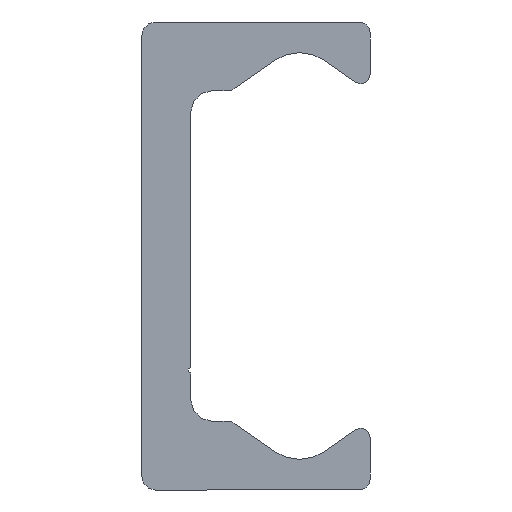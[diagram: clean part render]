
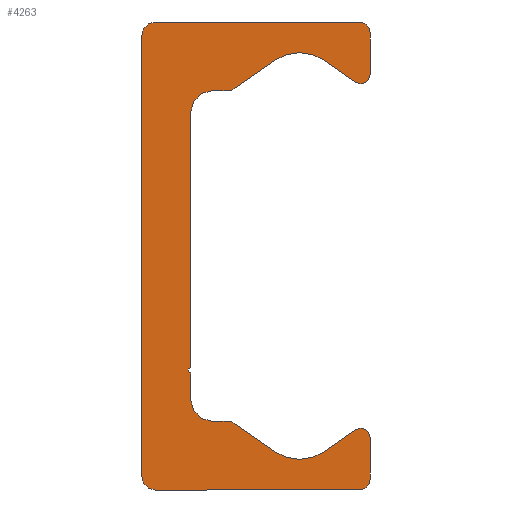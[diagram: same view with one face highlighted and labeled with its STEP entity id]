
A CAD part, left-side view. The second image highlights one B-rep face of the part: STEP entity #4263.
In plain terms, the highlighted planar face has unit normal (-1, 0, 0).
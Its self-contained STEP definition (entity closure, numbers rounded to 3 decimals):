
#3144=CARTESIAN_POINT('',(0.0,9.25,-21.5));
#3145=VERTEX_POINT('',#3144);
#3152=CARTESIAN_POINT('',(0.0,10.5,-20.25));
#3153=VERTEX_POINT('',#3152);
#3154=CARTESIAN_POINT('',(0.0,9.25,-20.25));
#3155=DIRECTION('',(1.0,0.0,0.0));
#3156=DIRECTION('',(0.0,0.0,-1.0));
#3157=AXIS2_PLACEMENT_3D('',#3154,#3155,#3156);
#3158=CIRCLE('',#3157,1.25);
#3159=EDGE_CURVE('',#3145,#3153,#3158,.T.);
#3183=CARTESIAN_POINT('',(0.0,-9.5,-21.5));
#3184=VERTEX_POINT('',#3183);
#3191=CARTESIAN_POINT('',(0.0,-9.5,-21.5));
#3192=DIRECTION('',(0.0,1.0,0.0));
#3193=VECTOR('',#3192,18.75);
#3194=LINE('',#3191,#3193);
#3195=EDGE_CURVE('',#3184,#3145,#3194,.T.);
#3215=CARTESIAN_POINT('',(0.0,-10.5,-20.5));
#3216=VERTEX_POINT('',#3215);
#3223=CARTESIAN_POINT('',(0.0,-9.5,-20.5));
#3224=DIRECTION('',(1.0,0.0,0.0));
#3225=DIRECTION('',(0.0,-1.0,0.0));
#3226=AXIS2_PLACEMENT_3D('',#3223,#3224,#3225);
#3227=CIRCLE('',#3226,1.0);
#3228=EDGE_CURVE('',#3216,#3184,#3227,.T.);
#3247=CARTESIAN_POINT('',(0.0,-10.5,-16.65));
#3248=VERTEX_POINT('',#3247);
#3255=CARTESIAN_POINT('',(0.0,-10.5,-16.65));
#3256=DIRECTION('',(0.0,0.0,-1.0));
#3257=VECTOR('',#3256,3.85);
#3258=LINE('',#3255,#3257);
#3259=EDGE_CURVE('',#3248,#3216,#3258,.T.);
#3279=CARTESIAN_POINT('',(0.0,-9.162,-15.954));
#3280=VERTEX_POINT('',#3279);
#3287=CARTESIAN_POINT('',(0.0,-9.65,-16.65));
#3288=DIRECTION('',(1.0,0.0,0.0));
#3289=DIRECTION('',(0.0,0.574,0.819));
#3290=AXIS2_PLACEMENT_3D('',#3287,#3288,#3289);
#3291=CIRCLE('',#3290,0.85);
#3292=EDGE_CURVE('',#3280,#3248,#3291,.T.);
#3311=CARTESIAN_POINT('',(0.0,-6.294,-17.962));
#3312=VERTEX_POINT('',#3311);
#3319=CARTESIAN_POINT('',(0.0,-6.294,-17.962));
#3320=DIRECTION('',(0.0,-0.819,0.574));
#3321=VECTOR('',#3320,3.501);
#3322=LINE('',#3319,#3321);
#3323=EDGE_CURVE('',#3312,#3280,#3322,.T.);
#3343=CARTESIAN_POINT('',(0.0,-1.706,-17.962));
#3344=VERTEX_POINT('',#3343);
#3351=CARTESIAN_POINT('',(0.0,-4.,-14.685));
#3352=DIRECTION('',(-1.0,0.0,0.0));
#3353=DIRECTION('',(0.0,0.574,0.819));
#3354=AXIS2_PLACEMENT_3D('',#3351,#3352,#3353);
#3355=CIRCLE('',#3354,4.0);
#3356=EDGE_CURVE('',#3344,#3312,#3355,.T.);
#3375=CARTESIAN_POINT('',(0.0,1.981,-15.381));
#3376=VERTEX_POINT('',#3375);
#3383=CARTESIAN_POINT('',(0.0,1.981,-15.381));
#3384=DIRECTION('',(0.0,-0.819,-0.574));
#3385=VECTOR('',#3384,4.5);
#3386=LINE('',#3383,#3385);
#3387=EDGE_CURVE('',#3376,#3344,#3386,.T.);
#3407=CARTESIAN_POINT('',(0.0,2.554,-15.2));
#3408=VERTEX_POINT('',#3407);
#3415=CARTESIAN_POINT('',(0.0,2.554,-16.2));
#3416=DIRECTION('',(1.0,0.0,0.0));
#3417=DIRECTION('',(0.0,0.0,1.0));
#3418=AXIS2_PLACEMENT_3D('',#3415,#3416,#3417);
#3419=CIRCLE('',#3418,1.);
#3420=EDGE_CURVE('',#3408,#3376,#3419,.T.);
#3439=CARTESIAN_POINT('',(0.0,4.0,-15.2));
#3440=VERTEX_POINT('',#3439);
#3447=CARTESIAN_POINT('',(0.0,4.0,-15.2));
#3448=DIRECTION('',(0.0,-1.0,0.0));
#3449=VECTOR('',#3448,1.446);
#3450=LINE('',#3447,#3449);
#3451=EDGE_CURVE('',#3440,#3408,#3450,.T.);
#3471=CARTESIAN_POINT('',(0.0,6.,-13.2));
#3472=VERTEX_POINT('',#3471);
#3479=CARTESIAN_POINT('',(0.0,4.,-13.2));
#3480=DIRECTION('',(-1.0,0.0,0.0));
#3481=DIRECTION('',(0.0,0.0,1.0));
#3482=AXIS2_PLACEMENT_3D('',#3479,#3480,#3481);
#3483=CIRCLE('',#3482,2.0);
#3484=EDGE_CURVE('',#3472,#3440,#3483,.T.);
#3503=CARTESIAN_POINT('',(0.0,6.,-10.75));
#3504=VERTEX_POINT('',#3503);
#3511=CARTESIAN_POINT('',(0.0,6.,-10.75));
#3512=DIRECTION('',(0.0,0.0,-1.0));
#3513=VECTOR('',#3512,2.45);
#3514=LINE('',#3511,#3513);
#3515=EDGE_CURVE('',#3504,#3472,#3514,.T.);
#3535=CARTESIAN_POINT('',(0.0,6.,-10.25));
#3536=VERTEX_POINT('',#3535);
#3543=CARTESIAN_POINT('',(0.0,6.,-10.5));
#3544=DIRECTION('',(-1.0,0.0,0.0));
#3545=DIRECTION('',(0.0,0.0,1.0));
#3546=AXIS2_PLACEMENT_3D('',#3543,#3544,#3545);
#3547=CIRCLE('',#3546,0.25);
#3548=EDGE_CURVE('',#3536,#3504,#3547,.T.);
#3567=CARTESIAN_POINT('',(0.0,6.,13.2));
#3568=VERTEX_POINT('',#3567);
#3575=CARTESIAN_POINT('',(0.0,6.,13.2));
#3576=DIRECTION('',(0.0,0.0,-1.0));
#3577=VECTOR('',#3576,23.45);
#3578=LINE('',#3575,#3577);
#3579=EDGE_CURVE('',#3568,#3536,#3578,.T.);
#3734=CARTESIAN_POINT('',(0.0,4.0,15.2));
#3735=VERTEX_POINT('',#3734);
#3742=CARTESIAN_POINT('',(0.0,4.,13.2));
#3743=DIRECTION('',(-1.0,0.0,0.0));
#3744=DIRECTION('',(0.0,-1.0,0.0));
#3745=AXIS2_PLACEMENT_3D('',#3742,#3743,#3744);
#3746=CIRCLE('',#3745,2.0);
#3747=EDGE_CURVE('',#3735,#3568,#3746,.T.);
#3766=CARTESIAN_POINT('',(0.0,2.554,15.2));
#3767=VERTEX_POINT('',#3766);
#3774=CARTESIAN_POINT('',(0.0,2.554,15.2));
#3775=DIRECTION('',(0.0,1.0,0.0));
#3776=VECTOR('',#3775,1.446);
#3777=LINE('',#3774,#3776);
#3778=EDGE_CURVE('',#3767,#3735,#3777,.T.);
#3798=CARTESIAN_POINT('',(0.0,1.981,15.381));
#3799=VERTEX_POINT('',#3798);
#3806=CARTESIAN_POINT('',(0.0,2.554,16.2));
#3807=DIRECTION('',(1.0,0.0,0.0));
#3808=DIRECTION('',(0.0,-0.574,-0.819));
#3809=AXIS2_PLACEMENT_3D('',#3806,#3807,#3808);
#3810=CIRCLE('',#3809,1.);
#3811=EDGE_CURVE('',#3799,#3767,#3810,.T.);
#3830=CARTESIAN_POINT('',(0.0,-1.706,17.962));
#3831=VERTEX_POINT('',#3830);
#3838=CARTESIAN_POINT('',(0.0,-1.706,17.962));
#3839=DIRECTION('',(0.0,0.819,-0.574));
#3840=VECTOR('',#3839,4.5);
#3841=LINE('',#3838,#3840);
#3842=EDGE_CURVE('',#3831,#3799,#3841,.T.);
#3862=CARTESIAN_POINT('',(0.0,-6.294,17.962));
#3863=VERTEX_POINT('',#3862);
#3870=CARTESIAN_POINT('',(0.0,-4.,14.685));
#3871=DIRECTION('',(-1.0,0.0,0.0));
#3872=DIRECTION('',(0.0,-0.574,-0.819));
#3873=AXIS2_PLACEMENT_3D('',#3870,#3871,#3872);
#3874=CIRCLE('',#3873,4.0);
#3875=EDGE_CURVE('',#3863,#3831,#3874,.T.);
#3894=CARTESIAN_POINT('',(0.0,-9.162,15.954));
#3895=VERTEX_POINT('',#3894);
#3902=CARTESIAN_POINT('',(0.0,-9.162,15.954));
#3903=DIRECTION('',(0.0,0.819,0.574));
#3904=VECTOR('',#3903,3.501);
#3905=LINE('',#3902,#3904);
#3906=EDGE_CURVE('',#3895,#3863,#3905,.T.);
#3926=CARTESIAN_POINT('',(0.0,-10.5,16.65));
#3927=VERTEX_POINT('',#3926);
#3934=CARTESIAN_POINT('',(0.0,-9.65,16.65));
#3935=DIRECTION('',(1.0,0.0,0.0));
#3936=DIRECTION('',(0.0,-1.0,0.0));
#3937=AXIS2_PLACEMENT_3D('',#3934,#3935,#3936);
#3938=CIRCLE('',#3937,0.85);
#3939=EDGE_CURVE('',#3927,#3895,#3938,.T.);
#3958=CARTESIAN_POINT('',(0.0,-10.5,20.5));
#3959=VERTEX_POINT('',#3958);
#3966=CARTESIAN_POINT('',(0.0,-10.5,20.5));
#3967=DIRECTION('',(0.0,0.0,-1.0));
#3968=VECTOR('',#3967,3.85);
#3969=LINE('',#3966,#3968);
#3970=EDGE_CURVE('',#3959,#3927,#3969,.T.);
#3990=CARTESIAN_POINT('',(0.0,-9.5,21.5));
#3991=VERTEX_POINT('',#3990);
#3998=CARTESIAN_POINT('',(0.0,-9.5,20.5));
#3999=DIRECTION('',(1.0,0.0,0.0));
#4000=DIRECTION('',(0.0,0.0,1.0));
#4001=AXIS2_PLACEMENT_3D('',#3998,#3999,#4000);
#4002=CIRCLE('',#4001,1.0);
#4003=EDGE_CURVE('',#3991,#3959,#4002,.T.);
#4022=CARTESIAN_POINT('',(0.0,9.25,21.5));
#4023=VERTEX_POINT('',#4022);
#4030=CARTESIAN_POINT('',(0.0,9.25,21.5));
#4031=DIRECTION('',(0.0,-1.0,0.0));
#4032=VECTOR('',#4031,18.75);
#4033=LINE('',#4030,#4032);
#4034=EDGE_CURVE('',#4023,#3991,#4033,.T.);
#4054=CARTESIAN_POINT('',(0.0,10.5,20.25));
#4055=VERTEX_POINT('',#4054);
#4062=CARTESIAN_POINT('',(0.0,9.25,20.25));
#4063=DIRECTION('',(1.0,0.0,0.0));
#4064=DIRECTION('',(0.0,1.0,0.0));
#4065=AXIS2_PLACEMENT_3D('',#4062,#4063,#4064);
#4066=CIRCLE('',#4065,1.25);
#4067=EDGE_CURVE('',#4055,#4023,#4066,.T.);
#4085=CARTESIAN_POINT('',(0.0,10.5,-20.25));
#4086=DIRECTION('',(0.0,0.0,1.0));
#4087=VECTOR('',#4086,40.5);
#4088=LINE('',#4085,#4087);
#4089=EDGE_CURVE('',#3153,#4055,#4088,.T.);
#4230=CARTESIAN_POINT('',(0.0,2.66,-0.019));
#4231=DIRECTION('',(1.0,0.0,0.0));
#4232=DIRECTION('',(0.0,0.0,-1.0));
#4233=AXIS2_PLACEMENT_3D('',#4230,#4231,#4232);
#4234=PLANE('',#4233);
#4235=ORIENTED_EDGE('',*,*,#4089,.F.);
#4236=ORIENTED_EDGE('',*,*,#3159,.F.);
#4237=ORIENTED_EDGE('',*,*,#3195,.F.);
#4238=ORIENTED_EDGE('',*,*,#3228,.F.);
#4239=ORIENTED_EDGE('',*,*,#3259,.F.);
#4240=ORIENTED_EDGE('',*,*,#3292,.F.);
#4241=ORIENTED_EDGE('',*,*,#3323,.F.);
#4242=ORIENTED_EDGE('',*,*,#3356,.F.);
#4243=ORIENTED_EDGE('',*,*,#3387,.F.);
#4244=ORIENTED_EDGE('',*,*,#3420,.F.);
#4245=ORIENTED_EDGE('',*,*,#3451,.F.);
#4246=ORIENTED_EDGE('',*,*,#3484,.F.);
#4247=ORIENTED_EDGE('',*,*,#3515,.F.);
#4248=ORIENTED_EDGE('',*,*,#3548,.F.);
#4249=ORIENTED_EDGE('',*,*,#3579,.F.);
#4250=ORIENTED_EDGE('',*,*,#3747,.F.);
#4251=ORIENTED_EDGE('',*,*,#3778,.F.);
#4252=ORIENTED_EDGE('',*,*,#3811,.F.);
#4253=ORIENTED_EDGE('',*,*,#3842,.F.);
#4254=ORIENTED_EDGE('',*,*,#3875,.F.);
#4255=ORIENTED_EDGE('',*,*,#3906,.F.);
#4256=ORIENTED_EDGE('',*,*,#3939,.F.);
#4257=ORIENTED_EDGE('',*,*,#3970,.F.);
#4258=ORIENTED_EDGE('',*,*,#4003,.F.);
#4259=ORIENTED_EDGE('',*,*,#4034,.F.);
#4260=ORIENTED_EDGE('',*,*,#4067,.F.);
#4261=EDGE_LOOP('',(#4235,#4236,#4237,#4238,#4239,#4240,#4241,#4242,#4243,#4244,#4245,#4246,#4247,#4248,#4249,#4250,#4251,#4252,#4253,#4254,#4255,#4256,#4257,#4258,#4259,#4260));
#4262=FACE_OUTER_BOUND('',#4261,.T.);
#4263=ADVANCED_FACE('',(#4262),#4234,.F.);
